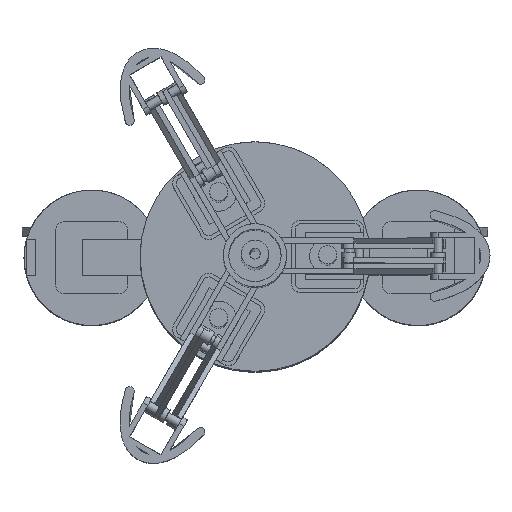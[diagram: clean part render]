
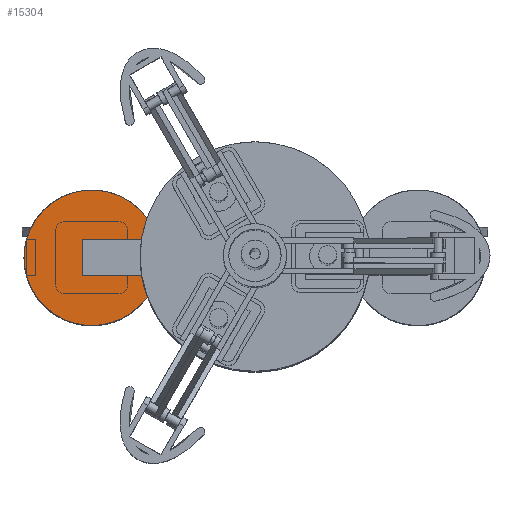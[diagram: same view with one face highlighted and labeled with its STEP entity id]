
A CAD part, top view. The second image highlights one B-rep face of the part: STEP entity #15304.
In plain terms, the highlighted planar face has unit normal (0, 0, 1).
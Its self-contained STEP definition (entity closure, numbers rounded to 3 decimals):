
#403=PLANE('',#16256);
#984=FACE_OUTER_BOUND('',#1877,.T.);
#1877=EDGE_LOOP('',(#10569,#10570,#10571,#10572));
#2932=CIRCLE('',#16254,37.5);
#3658=LINE('',#22567,#5163);
#3675=LINE('',#22608,#5180);
#3676=LINE('',#22609,#5181);
#5163=VECTOR('',#17931,10.);
#5180=VECTOR('',#17962,10.);
#5181=VECTOR('',#17963,10.);
#6674=VERTEX_POINT('',#22564);
#6675=VERTEX_POINT('',#22566);
#6691=VERTEX_POINT('',#22603);
#6692=VERTEX_POINT('',#22607);
#8200=EDGE_CURVE('',#6674,#6675,#3658,.T.);
#8219=EDGE_CURVE('',#6675,#6691,#2932,.T.);
#8221=EDGE_CURVE('',#6691,#6692,#3675,.T.);
#8222=EDGE_CURVE('',#6692,#6674,#3676,.T.);
#10569=ORIENTED_EDGE('',*,*,#8221,.F.);
#10570=ORIENTED_EDGE('',*,*,#8219,.F.);
#10571=ORIENTED_EDGE('',*,*,#8200,.F.);
#10572=ORIENTED_EDGE('',*,*,#8222,.F.);
#15304=ADVANCED_FACE('',(#984),#403,.F.);
#16254=AXIS2_PLACEMENT_3D('',#22604,#17956,#17957);
#16256=AXIS2_PLACEMENT_3D('',#22606,#17960,#17961);
#17931=DIRECTION('',(1.,0.,0.));
#17956=DIRECTION('center_axis',(0.,0.,-1.));
#17957=DIRECTION('ref_axis',(-1.,0.,0.));
#17960=DIRECTION('center_axis',(0.,0.,-1.));
#17961=DIRECTION('ref_axis',(-1.,0.,0.));
#17962=DIRECTION('',(-1.,0.,0.));
#17963=DIRECTION('',(0.,-1.,0.));
#22564=CARTESIAN_POINT('',(-95.268,-10.,-75.));
#22566=CARTESIAN_POINT('',(-54.126,-10.,-75.));
#22567=CARTESIAN_POINT('',(-50.268,-10.,-75.));
#22603=CARTESIAN_POINT('',(-54.126,10.,-75.));
#22604=CARTESIAN_POINT('Origin',(-90.268,0.,-75.));
#22606=CARTESIAN_POINT('Origin',(-90.268,0.,-75.));
#22607=CARTESIAN_POINT('',(-95.268,10.,-75.));
#22608=CARTESIAN_POINT('',(-50.268,10.,-75.));
#22609=CARTESIAN_POINT('',(-95.268,0.,-75.));
